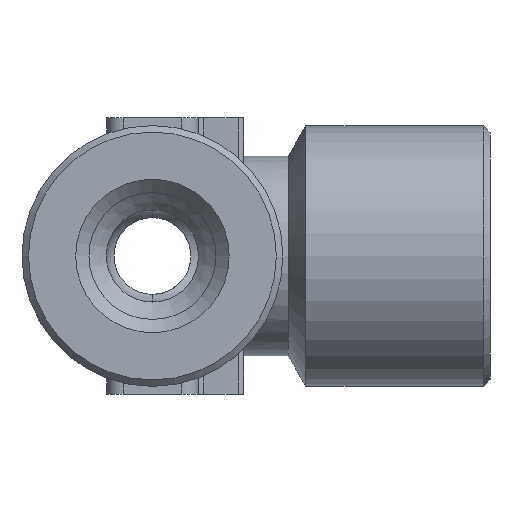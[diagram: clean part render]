
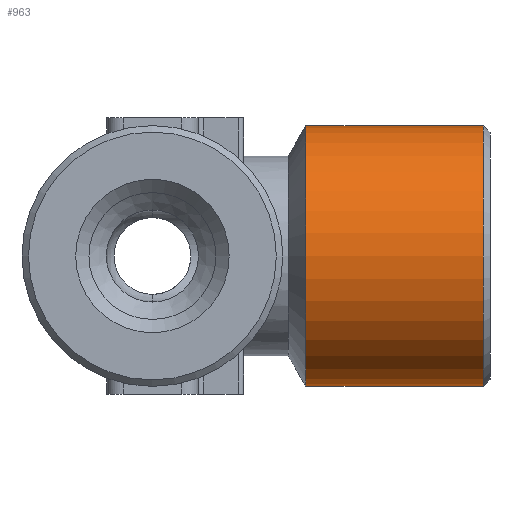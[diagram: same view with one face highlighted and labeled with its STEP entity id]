
A CAD part, left-side view. The second image highlights one B-rep face of the part: STEP entity #963.
In plain terms, the highlighted cylindrical face has radius 4.25 mm (diameter 8.5 mm), a full revolution.
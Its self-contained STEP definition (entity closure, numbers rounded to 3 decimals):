
#209=CYLINDRICAL_SURFACE('',#1078,4.25);
#443=ORIENTED_EDGE('',*,*,#592,.F.);
#444=ORIENTED_EDGE('',*,*,#591,.T.);
#591=EDGE_CURVE('',#685,#685,#737,.T.);
#592=EDGE_CURVE('',#686,#686,#738,.T.);
#685=VERTEX_POINT('',#1695);
#686=VERTEX_POINT('',#1698);
#737=CIRCLE('',#1077,4.25);
#738=CIRCLE('',#1079,4.25);
#804=EDGE_LOOP('',(#443));
#805=EDGE_LOOP('',(#444));
#888=FACE_BOUND('',#804,.T.);
#889=FACE_BOUND('',#805,.T.);
#963=ADVANCED_FACE('',(#888,#889),#209,.T.);
#1077=AXIS2_PLACEMENT_3D('',#1694,#1337,#1338);
#1078=AXIS2_PLACEMENT_3D('',#1696,#1339,#1340);
#1079=AXIS2_PLACEMENT_3D('',#1697,#1341,#1342);
#1337=DIRECTION('',(0.,-1.,0.));
#1338=DIRECTION('',(1.,0.,0.));
#1339=DIRECTION('',(0.,-1.,0.));
#1340=DIRECTION('',(1.,0.,0.));
#1341=DIRECTION('',(0.,-1.,0.));
#1342=DIRECTION('',(1.,0.,0.));
#1694=CARTESIAN_POINT('',(0.,-5.,0.));
#1695=CARTESIAN_POINT('',(4.25,-5.,0.));
#1696=CARTESIAN_POINT('',(0.,-11.,0.));
#1697=CARTESIAN_POINT('',(0.,-10.788,0.));
#1698=CARTESIAN_POINT('',(4.25,-10.788,0.));
